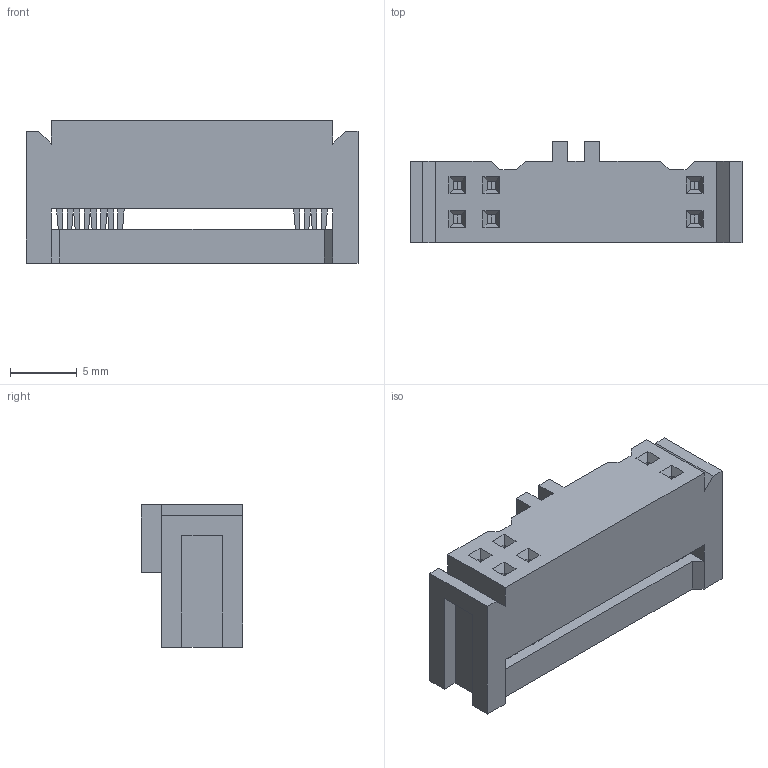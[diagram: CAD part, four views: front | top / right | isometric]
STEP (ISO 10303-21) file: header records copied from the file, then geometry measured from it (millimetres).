
FILE_DESCRIPTION(/* description */ (''),/* implementation_level */ '2;1');
FILE_NAME(/* name */ '89116-0101',/* time_stamp */ '2006-01-05T13:54:45-06:00',/* author */ (''),/* organization */ (''),/* preprocessor_version */ 'ST-DEVELOPER v9',/* originating_system */ 'UGS - NX 3.0',/* authorisation */ '');
FILE_SCHEMA (('CONFIG_CONTROL_DESIGN'));
Length unit declared in the file: inch
Products named in the file (1): us3331FAmifg
Bounding box: 24.89 x 7.62 x 10.67 mm (x, y, z)
Volume: 1263.3 mm3; surface area: 1343.3 mm2
Topology: 1 solids, 1 shells, 151 faces, 419 edges, 262 vertices
Faces by surface type: plane 151
Entity records: 5240 total; most frequent: CARTESIAN_POINT 2090, ORIENTED_EDGE 838, EDGE_CURVE 419, B_SPLINE_CURVE_WITH_KNOTS 419, DIRECTION 304, VERTEX_POINT 262, EDGE_LOOP 181, AXIS2_PLACEMENT_3D 152
